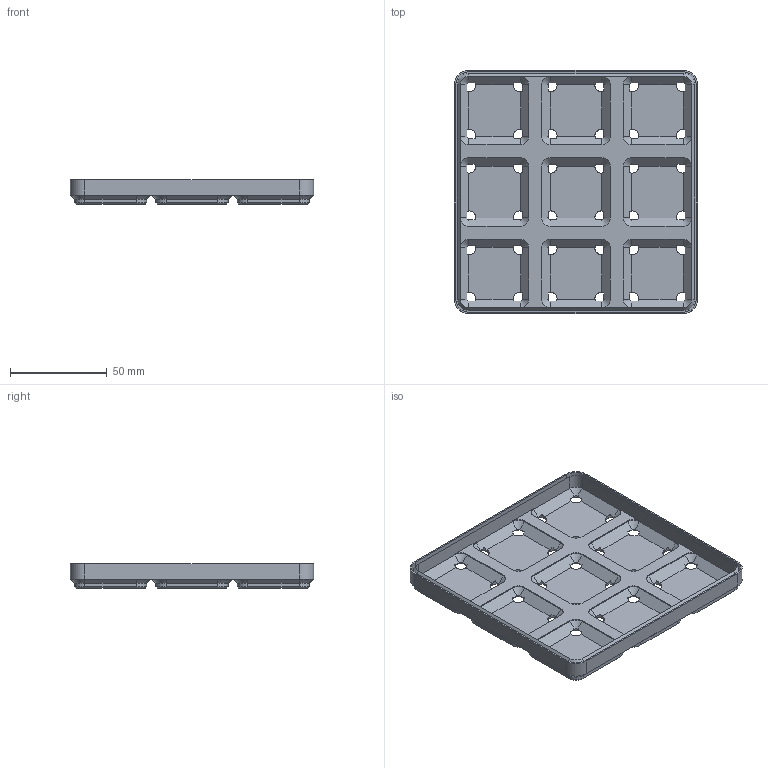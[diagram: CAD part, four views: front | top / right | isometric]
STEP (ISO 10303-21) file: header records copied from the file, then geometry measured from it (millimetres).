
FILE_DESCRIPTION(/* description */ ('STEP AP242','CAx-IF Rec.Pracs.---Representation and Presentation of Product Manufacturing Information (PMI)---4.0---2014-10-13','CAx-IF Rec.Pracs.---3D Tessellated Geometry---0.4---2014-09-14','2;1'),/* implementation_level */ '2;1');
FILE_NAME(/* name */ '67ee4c4fc2493c09ae9ff03d',/* time_stamp */ '2025-04-03T08:52:33Z',/* author */ (''),/* organization */ (''),/* preprocessor_version */ 'ST-DEVELOPER v20',/* originating_system */ 'ONSHAPE BY PTC INC, 1.195',/* authorisation */ ' ');
FILE_SCHEMA (('AP242_MANAGED_MODEL_BASED_3D_ENGINEERING_MIM_LF { 1 0 10303 442 1 1 4 }'));
Length unit declared in the file: millimetre
Products named in the file (1): Base
Bounding box: 125.5 x 125.5 x 12.75 mm (x, y, z)
Volume: 39203.3 mm3; surface area: 50989.6 mm2
Topology: 1 solids, 1 shells, 478 faces, 1268 edges, 760 vertices
Faces by surface type: plane 246, cylinder 120, cone 112
Full cylindrical faces by diameter (mm): 6.5 x36
Entity records: 14278 total; most frequent: DIRECTION 2606, CARTESIAN_POINT 2399, ORIENTED_EDGE 2392, EDGE_CURVE 1196, AXIS2_PLACEMENT_3D 931, LINE 744, VECTOR 744, VERTEX_POINT 724
